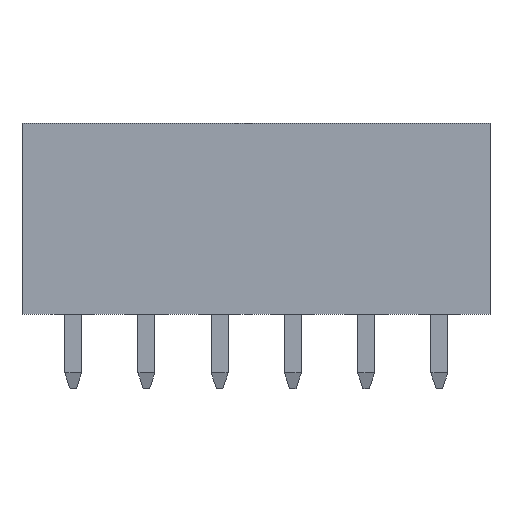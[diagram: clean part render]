
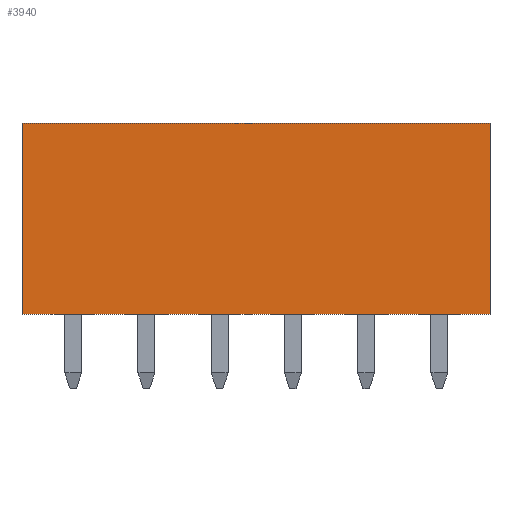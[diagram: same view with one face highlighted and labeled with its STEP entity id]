
A CAD part, front view. The second image highlights one B-rep face of the part: STEP entity #3940.
In plain terms, the highlighted planar face has unit normal (0, -1, 0).
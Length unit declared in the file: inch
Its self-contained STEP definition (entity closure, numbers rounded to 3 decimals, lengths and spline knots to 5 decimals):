
#5=DIRECTION('',(0.,0.,-1.));
#6=VECTOR('',#5,0.36);
#7=CARTESIAN_POINT('',(-0.441,-0.11,0.));
#8=LINE('',#7,#6);
#367=DIRECTION('',(1.,0.,0.));
#368=VECTOR('',#367,0.882);
#369=CARTESIAN_POINT('',(-0.441,-0.11,-0.36));
#370=LINE('',#369,#368);
#467=DIRECTION('',(1.,0.,0.));
#468=VECTOR('',#467,0.882);
#469=CARTESIAN_POINT('',(-0.441,-0.11,0.));
#470=LINE('',#469,#468);
#483=DIRECTION('',(0.,0.,-1.));
#484=VECTOR('',#483,0.36);
#485=CARTESIAN_POINT('',(0.441,-0.11,0.));
#486=LINE('',#485,#484);
#2774=CARTESIAN_POINT('',(-0.441,-0.11,0.));
#2776=VERTEX_POINT('',#2774);
#2777=CARTESIAN_POINT('',(-0.441,-0.11,-0.36));
#2778=VERTEX_POINT('',#2777);
#2782=CARTESIAN_POINT('',(0.441,-0.11,0.));
#2784=VERTEX_POINT('',#2782);
#2785=CARTESIAN_POINT('',(0.441,-0.11,-0.36));
#2786=VERTEX_POINT('',#2785);
#3928=CARTESIAN_POINT('',(-0.441,-0.11,0.));
#3929=DIRECTION('',(0.,-1.,0.));
#3930=DIRECTION('',(0.,0.,-1.));
#3931=AXIS2_PLACEMENT_3D('',#3928,#3929,#3930);
#3932=PLANE('',#3931);
#3933=ORIENTED_EDGE('',*,*,#3636,.F.);
#3934=ORIENTED_EDGE('',*,*,#3655,.T.);
#3936=ORIENTED_EDGE('',*,*,#3935,.T.);
#3937=ORIENTED_EDGE('',*,*,#3860,.F.);
#3938=EDGE_LOOP('',(#3933,#3934,#3936,#3937));
#3939=FACE_OUTER_BOUND('',#3938,.F.);
#3940=ADVANCED_FACE('',(#3939),#3932,.T.);
#3636=EDGE_CURVE('',#2776,#2778,#8,.T.);
#3655=EDGE_CURVE('',#2776,#2784,#470,.T.);
#3860=EDGE_CURVE('',#2778,#2786,#370,.T.);
#3935=EDGE_CURVE('',#2784,#2786,#486,.T.);
